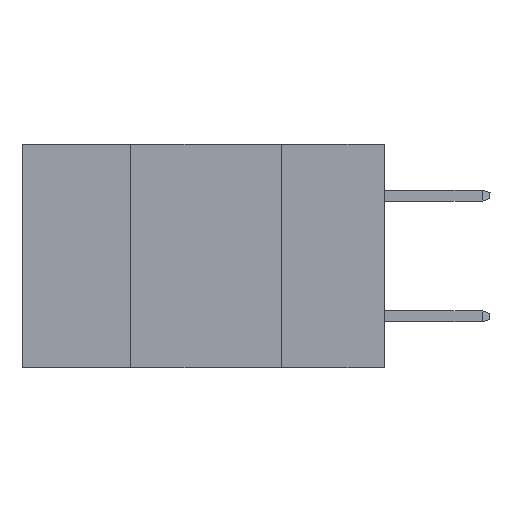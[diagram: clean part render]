
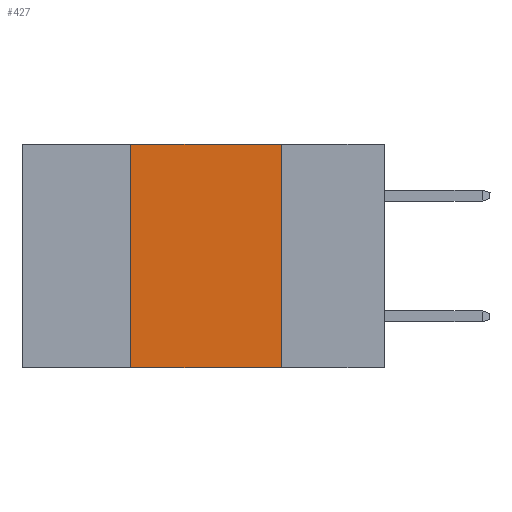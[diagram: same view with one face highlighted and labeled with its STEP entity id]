
A CAD part, left-side view. The second image highlights one B-rep face of the part: STEP entity #427.
In plain terms, the highlighted planar face has unit normal (-1, 0, 0).
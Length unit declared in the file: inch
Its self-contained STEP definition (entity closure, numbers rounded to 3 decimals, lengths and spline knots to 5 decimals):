
#427 = ADVANCED_FACE ( 'NONE', ( #6940 ), #1055, .F. ) ;
#1055 = PLANE ( 'NONE',  #12493 ) ;
#3360 = CARTESIAN_POINT ( 'NONE',  ( 0., 0.6, 0. ) ) ;
#3749 = ORIENTED_EDGE ( 'NONE', *, *, #9464, .T. ) ;
#3825 = VECTOR ( 'NONE', #11263, 39.37008 ) ;
#3917 = CARTESIAN_POINT ( 'NONE',  ( 0., 0.17, 0. ) ) ;
#4136 = EDGE_CURVE ( 'NONE', #9300, #5127, #4537, .T. ) ;
#4307 = CARTESIAN_POINT ( 'NONE',  ( 0., 0.42, -0.37 ) ) ;
#4489 = DIRECTION ( 'NONE',  ( 1., 0., 0. ) ) ;
#4536 = EDGE_CURVE ( 'NONE', #5127, #8331, #10703, .T. ) ;
#4537 = LINE ( 'NONE', #13602, #3825 ) ;
#4933 = ORIENTED_EDGE ( 'NONE', *, *, #11089, .F. ) ;
#5127 = VERTEX_POINT ( 'NONE', #14118 ) ;
#5414 = VECTOR ( 'NONE', #9595, 39.37008 ) ;
#5419 = CARTESIAN_POINT ( 'NONE',  ( 0., 0.6, 0. ) ) ;
#5982 = ORIENTED_EDGE ( 'NONE', *, *, #4136, .F. ) ;
#6719 = CARTESIAN_POINT ( 'NONE',  ( 0., 0.6, -0.37 ) ) ;
#6940 = FACE_OUTER_BOUND ( 'NONE', #11486, .T. ) ;
#8285 = VECTOR ( 'NONE', #12276, 39.37008 ) ;
#8331 = VERTEX_POINT ( 'NONE', #3917 ) ;
#9038 = ORIENTED_EDGE ( 'NONE', *, *, #4536, .F. ) ;
#9300 = VERTEX_POINT ( 'NONE', #4307 ) ;
#9464 = EDGE_CURVE ( 'NONE', #9300, #10433, #13254, .T. ) ;
#9595 = DIRECTION ( 'NONE',  ( 0., 0., -1. ) ) ;
#9624 = VECTOR ( 'NONE', #13191, 39.37008 ) ;
#9985 = LINE ( 'NONE', #11840, #5414 ) ;
#10433 = VERTEX_POINT ( 'NONE', #12010 ) ;
#10703 = LINE ( 'NONE', #5419, #9624 ) ;
#11089 = EDGE_CURVE ( 'NONE', #8331, #10433, #9985, .T. ) ;
#11263 = DIRECTION ( 'NONE',  ( 0., 0., 1. ) ) ;
#11486 = EDGE_LOOP ( 'NONE', ( #4933, #9038, #5982, #3749 ) ) ;
#11840 = CARTESIAN_POINT ( 'NONE',  ( 0., 0.17, 0. ) ) ;
#12010 = CARTESIAN_POINT ( 'NONE',  ( 0., 0.17, -0.37 ) ) ;
#12276 = DIRECTION ( 'NONE',  ( 0., -1., 0. ) ) ;
#12311 = DIRECTION ( 'NONE',  ( 0., 0., -1. ) ) ;
#12493 = AXIS2_PLACEMENT_3D ( 'NONE', #3360, #4489, #12311 ) ;
#13191 = DIRECTION ( 'NONE',  ( 0., -1., 0. ) ) ;
#13254 = LINE ( 'NONE', #6719, #8285 ) ;
#13602 = CARTESIAN_POINT ( 'NONE',  ( 0., 0.42, 0. ) ) ;
#14118 = CARTESIAN_POINT ( 'NONE',  ( 0., 0.42, 0. ) ) ;
